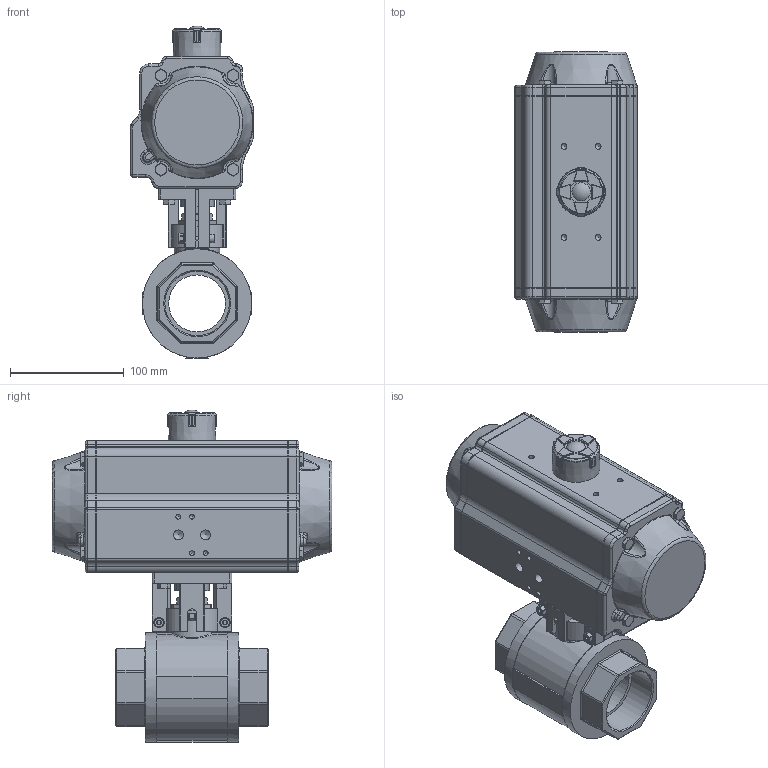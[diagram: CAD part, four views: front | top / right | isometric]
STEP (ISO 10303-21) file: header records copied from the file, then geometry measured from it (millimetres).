
FILE_DESCRIPTION(/* description */ ('Unknown'),/* implementation_level */ '2;1');
FILE_NAME(/* name */ 'FR04 0852-09',/* time_stamp */ '2022-10-20T12:55:15+02:00',/* author */ ('Unknown'),/* organization */ ('Unknown'),/* preprocessor_version */ 'ST-DEVELOPER v16.7',/* originating_system */ 'Solid Edge',/* authorisation */ 'Unknown');
FILE_SCHEMA (('AUTOMOTIVE_DESIGN {1 0 10303 214 3 1 1}'));
Length unit declared in the file: millimetre
Products named in the file (15): FR81-2.852.050; 2.852.050_mit Spindeladapter; Backen F05_F07; DIN912M4x25; DW05_FR04_(DW110_FR81); ____; ________(___________; _____________; ______; hexagon head bolts--product grade c gb_GB_FASTENER_BOLT_HHBC M6X30-N; cup head nib bolts with large head gb_GB_FASTENER_BOLT_CHNBW M6X25-N; KP-88; DIN126-M4; DIN934_M4; DIN558_M_6x30.1.3
Assembly tree (30 placements, depth 4):
  FR81-2.852.050
    2.852.050_mit Spindeladapter
    Backen F05_F07  x2
    DIN912M4x25  x2
    DW05_FR04_(DW110_FR81)
      ____
        ________(___________  x2
        _____________  x2
        ______
      hexagon head bolts--product grade c gb_GB_FASTENER_BOLT_HHBC M6X30-N  x8
      cup head nib bolts with large head gb_GB_FASTENER_BOLT_CHNBW M6X25-N
      KP-88
    DIN126-M4  x2
    DIN934_M4  x2
    DIN558_M_6x30.1.3  x4
Bounding box: 108 x 246 x 291.81 mm (x, y, z)
Volume: 3066233.1 mm3; surface area: 250907.4 mm2
Topology: 28 solids, 29 shells, 1398 faces, 3383 edges, 2037 vertices
Faces by surface type: plane 526, cylinder 433, bspline 157, cone 146, torus 117, sphere 19
Full cylindrical faces by diameter (mm): 3 x16, 3.242 x2, 3.3 x10, 4 x2, 4.2 x4, 4.5 x2, 4.66 x1, 5 x17, 6 x13, 6.2 x1, 6.4 x4, 6.647 x2, 6.8 x4, 7 x6, 8.8 x2, 9 x6, 17.3 x1, 24.6 x1, 24.8 x1, 30 x1, 35.2 x1, 38.5 x1, 40 x1, 50 x1, 56.656 x2, 96 x2
Entity records: 35998 total; most frequent: CARTESIAN_POINT 12039, DIRECTION 4543, ORIENTED_EDGE 4454, EDGE_CURVE 2227, AXIS2_PLACEMENT_3D 1766, VERTEX_POINT 1439, FACE_BOUND 1198, EDGE_LOOP 1174
